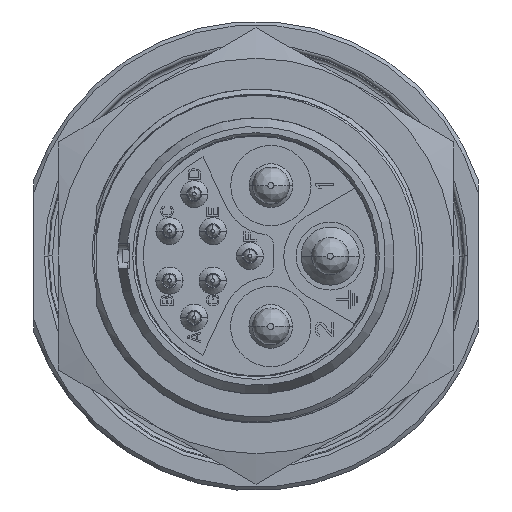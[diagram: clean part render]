
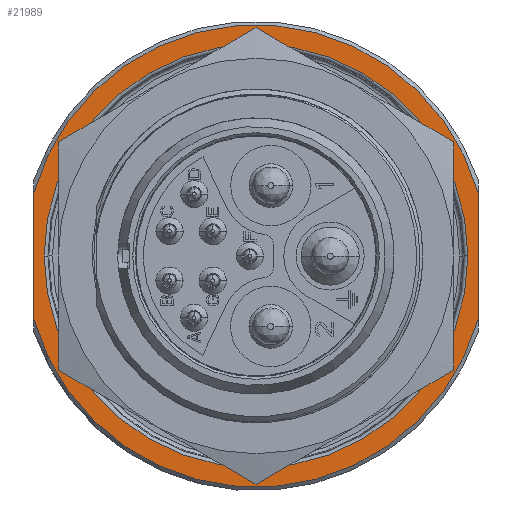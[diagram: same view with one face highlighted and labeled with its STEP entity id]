
A CAD part, left-side view. The second image highlights one B-rep face of the part: STEP entity #21989.
In plain terms, the highlighted planar face has unit normal (-1, 0, 0).
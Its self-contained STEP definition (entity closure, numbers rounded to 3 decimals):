
#295=DIRECTION('',(0.,0.,-1.));
#296=VECTOR('',#295,10.137);
#297=CARTESIAN_POINT('',(23.5,18.,5.069));
#298=LINE('2158',#297,#296);
#299=CARTESIAN_POINT('',(23.5,0.,0.));
#300=DIRECTION('',(1.,0.,0.));
#301=DIRECTION('',(0.,0.963,0.271));
#302=AXIS2_PLACEMENT_3D('',#299,#300,#301);
#304=DIRECTION('',(0.,0.,1.));
#305=VECTOR('',#304,10.137);
#306=CARTESIAN_POINT('',(23.5,-18.,-5.069));
#307=LINE('2159',#306,#305);
#308=CARTESIAN_POINT('',(23.5,0.,0.));
#309=DIRECTION('',(-1.,0.,0.));
#310=DIRECTION('',(0.,0.963,-0.271));
#311=AXIS2_PLACEMENT_3D('',#308,#309,#310);
#323=CARTESIAN_POINT('',(23.5,0.,0.));
#324=DIRECTION('',(1.,0.,0.));
#325=DIRECTION('',(0.,-1.,0.));
#326=AXIS2_PLACEMENT_3D('',#323,#324,#325);
#338=CARTESIAN_POINT('',(23.5,0.,0.));
#339=DIRECTION('',(1.,0.,0.));
#340=DIRECTION('',(0.,1.,0.));
#341=AXIS2_PLACEMENT_3D('',#338,#339,#340);
#18559=CARTESIAN_POINT('',(23.5,18.,5.069));
#18560=CARTESIAN_POINT('',(23.5,18.,-5.069));
#18561=VERTEX_POINT('',#18559);
#18562=VERTEX_POINT('',#18560);
#18563=CARTESIAN_POINT('',(23.5,-18.,-5.069));
#18564=CARTESIAN_POINT('',(23.5,-18.,5.069));
#18565=VERTEX_POINT('',#18563);
#18566=VERTEX_POINT('',#18564);
#18598=CARTESIAN_POINT('',(23.5,-17.139,0.));
#18599=CARTESIAN_POINT('',(23.5,17.139,0.));
#18600=VERTEX_POINT('',#18598);
#18601=VERTEX_POINT('',#18599);
#21971=CARTESIAN_POINT('',(23.5,0.,0.));
#21972=DIRECTION('',(1.,0.,0.));
#21973=DIRECTION('',(0.,-1.,0.));
#21974=AXIS2_PLACEMENT_3D('',#21971,#21972,#21973);
#21975=PLANE('249',#21974);
#21976=ORIENTED_EDGE('2158',*,*,#21884,.F.);
#21978=ORIENTED_EDGE('2173',*,*,#21977,.T.);
#21979=ORIENTED_EDGE('2159',*,*,#21921,.F.);
#21980=ORIENTED_EDGE('2177',*,*,#21964,.F.);
#21981=EDGE_LOOP('249',(#21976,#21978,#21979,#21980));
#21982=FACE_OUTER_BOUND('249',#21981,.F.);
#21984=ORIENTED_EDGE('2208',*,*,#21983,.F.);
#21986=ORIENTED_EDGE('2210',*,*,#21985,.F.);
#21987=EDGE_LOOP('249',(#21984,#21986));
#21988=FACE_BOUND('249',#21987,.F.);
#303=CIRCLE('2173',#302,18.7);
#312=CIRCLE('2177',#311,18.7);
#327=CIRCLE('2208',#326,17.139);
#342=CIRCLE('2210',#341,17.139);
#21884=EDGE_CURVE('2158',#18561,#18562,#298,.T.);
#21921=EDGE_CURVE('2159',#18565,#18566,#307,.T.);
#21964=EDGE_CURVE('2177',#18562,#18565,#312,.T.);
#21977=EDGE_CURVE('2173',#18561,#18566,#303,.T.);
#21983=EDGE_CURVE('2208',#18600,#18601,#327,.T.);
#21985=EDGE_CURVE('2210',#18601,#18600,#342,.T.);
#21989=ADVANCED_FACE('249',(#21982,#21988),#21975,.F.);
